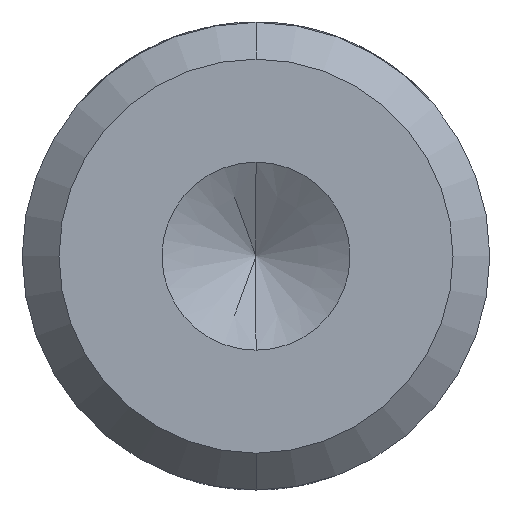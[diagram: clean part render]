
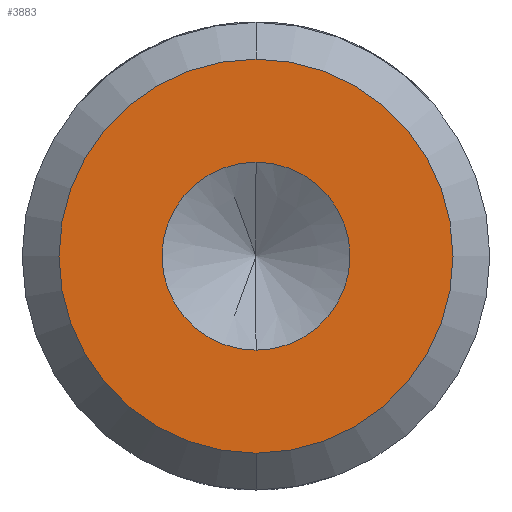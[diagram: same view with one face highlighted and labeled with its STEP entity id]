
A CAD part, front view. The second image highlights one B-rep face of the part: STEP entity #3883.
In plain terms, the highlighted planar face has unit normal (0, -1, 0).
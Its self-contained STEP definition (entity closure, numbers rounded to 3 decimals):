
#114 = DIRECTION ( 'NONE',  ( 0., 0., -1. ) ) ;
#199 = DIRECTION ( 'NONE',  ( 0., -1., 0. ) ) ;
#242 = EDGE_CURVE ( 'NONE', #5017, #4852, #5537, .T. ) ;
#499 = CARTESIAN_POINT ( 'NONE',  ( 0., -51., 5.35 ) ) ;
#612 = FACE_OUTER_BOUND ( 'NONE', #4662, .T. ) ;
#956 = ORIENTED_EDGE ( 'NONE', *, *, #1975, .T. ) ;
#1038 = CARTESIAN_POINT ( 'NONE',  ( 0., -51., 0. ) ) ;
#1080 = VERTEX_POINT ( 'NONE', #1092 ) ;
#1092 = CARTESIAN_POINT ( 'NONE',  ( 0., -51., -2.553 ) ) ;
#1356 = AXIS2_PLACEMENT_3D ( 'NONE', #5353, #2611, #3001 ) ;
#1527 = AXIS2_PLACEMENT_3D ( 'NONE', #4793, #4303, #114 ) ;
#1568 = DIRECTION ( 'NONE',  ( 0., 0., 1. ) ) ;
#1586 = CARTESIAN_POINT ( 'NONE',  ( 0., -51., 0. ) ) ;
#1790 = EDGE_CURVE ( 'NONE', #1080, #2403, #5603, .T. ) ;
#1975 = EDGE_CURVE ( 'NONE', #4852, #5017, #3789, .T. ) ;
#2005 = EDGE_LOOP ( 'NONE', ( #3283, #4214 ) ) ;
#2007 = CARTESIAN_POINT ( 'NONE',  ( 0., -51., 2.553 ) ) ;
#2403 = VERTEX_POINT ( 'NONE', #2007 ) ;
#2611 = DIRECTION ( 'NONE',  ( 0., -1., 0. ) ) ;
#2927 = DIRECTION ( 'NONE',  ( 0., 1., 0. ) ) ;
#3001 = DIRECTION ( 'NONE',  ( 0., 0., 1. ) ) ;
#3283 = ORIENTED_EDGE ( 'NONE', *, *, #1790, .F. ) ;
#3789 = CIRCLE ( 'NONE', #1356, 5.35 ) ;
#3883 = ADVANCED_FACE ( 'NONE', ( #4349, #612 ), #4371, .F. ) ;
#4046 = EDGE_CURVE ( 'NONE', #2403, #1080, #4136, .T. ) ;
#4109 = DIRECTION ( 'NONE',  ( 0., 0., 1. ) ) ;
#4136 = CIRCLE ( 'NONE', #1527, 2.553 ) ;
#4214 = ORIENTED_EDGE ( 'NONE', *, *, #4046, .F. ) ;
#4303 = DIRECTION ( 'NONE',  ( 0., -1., 0. ) ) ;
#4313 = AXIS2_PLACEMENT_3D ( 'NONE', #5914, #4555, #4109 ) ;
#4349 = FACE_BOUND ( 'NONE', #2005, .T. ) ;
#4371 = PLANE ( 'NONE',  #4882 ) ;
#4555 = DIRECTION ( 'NONE',  ( 0., -1., 0. ) ) ;
#4610 = AXIS2_PLACEMENT_3D ( 'NONE', #1586, #199, #5208 ) ;
#4634 = CARTESIAN_POINT ( 'NONE',  ( 0., -51., -5.35 ) ) ;
#4662 = EDGE_LOOP ( 'NONE', ( #5223, #956 ) ) ;
#4793 = CARTESIAN_POINT ( 'NONE',  ( 0., -51., 0. ) ) ;
#4852 = VERTEX_POINT ( 'NONE', #4634 ) ;
#4882 = AXIS2_PLACEMENT_3D ( 'NONE', #1038, #2927, #1568 ) ;
#5017 = VERTEX_POINT ( 'NONE', #499 ) ;
#5208 = DIRECTION ( 'NONE',  ( 0., 0., -1. ) ) ;
#5223 = ORIENTED_EDGE ( 'NONE', *, *, #242, .T. ) ;
#5353 = CARTESIAN_POINT ( 'NONE',  ( 0., -51., 0. ) ) ;
#5537 = CIRCLE ( 'NONE', #4313, 5.35 ) ;
#5603 = CIRCLE ( 'NONE', #4610, 2.553 ) ;
#5914 = CARTESIAN_POINT ( 'NONE',  ( 0., -51., 0. ) ) ;
